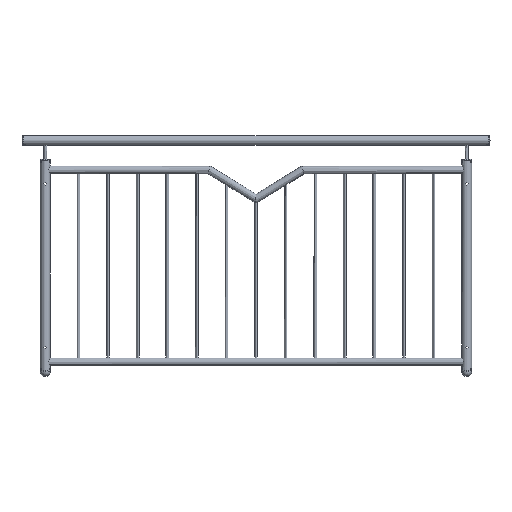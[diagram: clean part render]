
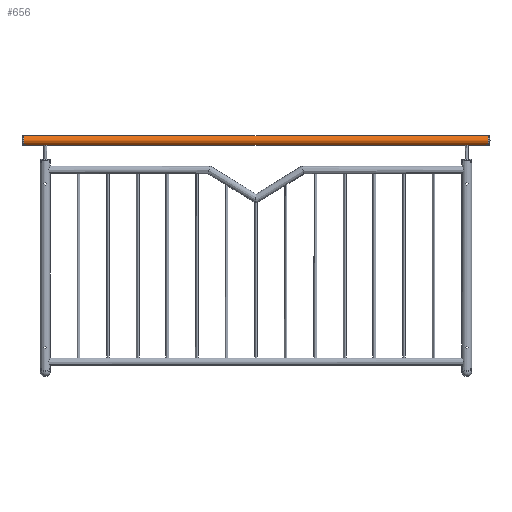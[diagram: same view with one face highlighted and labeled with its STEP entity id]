
A CAD part, top view. The second image highlights one B-rep face of the part: STEP entity #656.
In plain terms, the highlighted cylindrical face has radius 21.2 mm (diameter 42.4 mm), a full revolution.
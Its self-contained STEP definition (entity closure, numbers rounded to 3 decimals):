
#656 = ADVANCED_FACE ( 'NONE', ( #30637, #94505 ), #24240, .T. ) ;
#2111 = CARTESIAN_POINT ( 'NONE',  ( -993., 0., 0. ) ) ;
#4863 = EDGE_LOOP ( 'NONE', ( #124850 ) ) ;
#11588 = AXIS2_PLACEMENT_3D ( 'NONE', #2111, #113530, #113964 ) ;
#16652 = CARTESIAN_POINT ( 'NONE',  ( 993., 0., 0. ) ) ;
#20505 = VERTEX_POINT ( 'NONE', #24625 ) ;
#24240 = CYLINDRICAL_SURFACE ( 'NONE', #92642, 21.2 ) ;
#24625 = CARTESIAN_POINT ( 'NONE',  ( -993., 0., -21.2 ) ) ;
#26499 = ORIENTED_EDGE ( 'NONE', *, *, #41428, .F. ) ;
#30637 = FACE_OUTER_BOUND ( 'NONE', #66982, .T. ) ;
#37153 = DIRECTION ( 'NONE',  ( 0., 0., -1. ) ) ;
#41428 = EDGE_CURVE ( 'NONE', #85830, #85830, #80312, .T. ) ;
#44634 = DIRECTION ( 'NONE',  ( -1., 0., 0. ) ) ;
#54804 = AXIS2_PLACEMENT_3D ( 'NONE', #16652, #119205, #37153 ) ;
#54869 = DIRECTION ( 'NONE',  ( 0., 0., 1. ) ) ;
#66982 = EDGE_LOOP ( 'NONE', ( #26499 ) ) ;
#80312 = CIRCLE ( 'NONE', #54804, 21.2 ) ;
#85830 = VERTEX_POINT ( 'NONE', #122315 ) ;
#92642 = AXIS2_PLACEMENT_3D ( 'NONE', #105268, #44634, #54869 ) ;
#94505 = FACE_OUTER_BOUND ( 'NONE', #4863, .T. ) ;
#105268 = CARTESIAN_POINT ( 'NONE',  ( 993., 0., 0. ) ) ;
#110370 = CIRCLE ( 'NONE', #11588, 21.2 ) ;
#113530 = DIRECTION ( 'NONE',  ( 1., 0., 0. ) ) ;
#113964 = DIRECTION ( 'NONE',  ( 0., 0., -1. ) ) ;
#119205 = DIRECTION ( 'NONE',  ( 1., 0., 0. ) ) ;
#122315 = CARTESIAN_POINT ( 'NONE',  ( 993., 0., -21.2 ) ) ;
#124850 = ORIENTED_EDGE ( 'NONE', *, *, #128561, .T. ) ;
#128561 = EDGE_CURVE ( 'NONE', #20505, #20505, #110370, .T. ) ;
